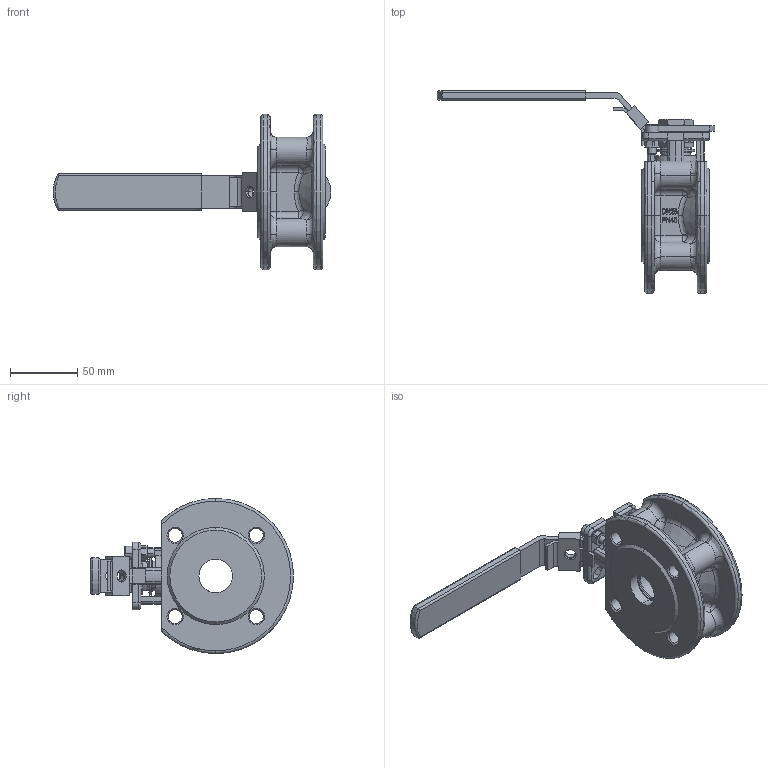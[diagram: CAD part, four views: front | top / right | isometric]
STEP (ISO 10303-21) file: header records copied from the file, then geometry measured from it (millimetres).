
FILE_DESCRIPTION (( 'STEP AP203' ), '1' );
FILE_NAME ('KV-L7N-DN25-忒梟.STEP', '2024-10-30T02:22:43', ( 'Sysceo.com' ), ( '' ), 'SwSTEP 2.0', 'SolidWorks 2013', '' );
FILE_SCHEMA (( 'CONFIG_CONTROL_DESIGN' ));
Length unit declared in the file: millimetre
Products named in the file (1): KV-L7N-DN25-忒梟
Bounding box: 205.78 x 150.2 x 115 mm (x, y, z)
Volume: 315776.4 mm3; surface area: 127536.8 mm2
Topology: 24 solids, 24 shells, 1100 faces, 2768 edges, 1743 vertices
Faces by surface type: plane 466, cylinder 250, cone 160, bspline 117, torus 69, sphere 38
Entity records: 41966 total; most frequent: CARTESIAN_POINT 16013, ORIENTED_EDGE 5478, DIRECTION 5181, EDGE_CURVE 2739, AXIS2_PLACEMENT_3D 1848, VERTEX_POINT 1734, LINE 1485, VECTOR 1485
